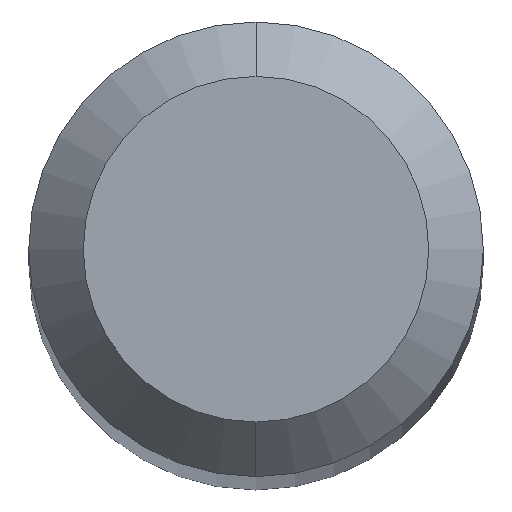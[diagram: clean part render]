
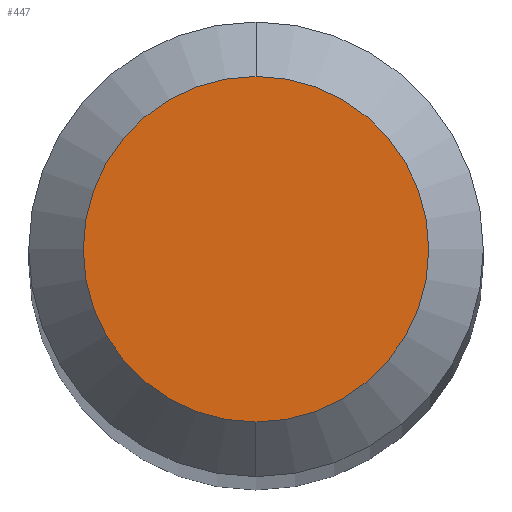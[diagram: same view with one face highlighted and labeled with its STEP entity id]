
A CAD part, top view. The second image highlights one B-rep face of the part: STEP entity #447.
In plain terms, the highlighted planar face has unit normal (0, 0, 1).
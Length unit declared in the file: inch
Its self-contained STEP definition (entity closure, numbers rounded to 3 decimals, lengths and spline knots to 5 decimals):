
#10 = CARTESIAN_POINT ( 'NONE',  ( 0., 0., 0. ) ) ;
#23 = DIRECTION ( 'NONE',  ( 0., 0., -1. ) ) ;
#28 = CARTESIAN_POINT ( 'NONE',  ( 0., -0.0475, 0. ) ) ;
#33 = AXIS2_PLACEMENT_3D ( 'NONE', #10, #134, #480 ) ;
#39 = ORIENTED_EDGE ( 'NONE', *, *, #419, .T. ) ;
#42 = CIRCLE ( 'NONE', #422, 0.0475 ) ;
#74 = AXIS2_PLACEMENT_3D ( 'NONE', #216, #23, #180 ) ;
#81 = VERTEX_POINT ( 'NONE', #28 ) ;
#102 = DIRECTION ( 'NONE',  ( 0., -1., 0. ) ) ;
#133 = EDGE_LOOP ( 'NONE', ( #329, #39 ) ) ;
#134 = DIRECTION ( 'NONE',  ( 0., 0., 1. ) ) ;
#172 = PLANE ( 'NONE',  #74 ) ;
#180 = DIRECTION ( 'NONE',  ( 0., 1., 0. ) ) ;
#216 = CARTESIAN_POINT ( 'NONE',  ( 0., 0.0475, 0. ) ) ;
#262 = EDGE_CURVE ( 'NONE', #351, #81, #365, .T. ) ;
#281 = CARTESIAN_POINT ( 'NONE',  ( 0., 0.0475, 0. ) ) ;
#328 = CARTESIAN_POINT ( 'NONE',  ( 0., 0., 0. ) ) ;
#329 = ORIENTED_EDGE ( 'NONE', *, *, #262, .T. ) ;
#351 = VERTEX_POINT ( 'NONE', #281 ) ;
#365 = CIRCLE ( 'NONE', #33, 0.0475 ) ;
#378 = DIRECTION ( 'NONE',  ( 0., 0., 1. ) ) ;
#419 = EDGE_CURVE ( 'NONE', #81, #351, #42, .T. ) ;
#422 = AXIS2_PLACEMENT_3D ( 'NONE', #328, #378, #102 ) ;
#447 = ADVANCED_FACE ( 'NONE', ( #458 ), #172, .F. ) ;
#458 = FACE_OUTER_BOUND ( 'NONE', #133, .T. ) ;
#480 = DIRECTION ( 'NONE',  ( 0., -1., 0. ) ) ;
